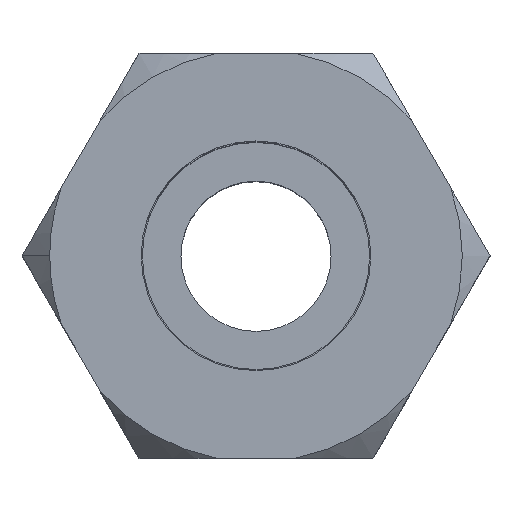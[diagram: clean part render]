
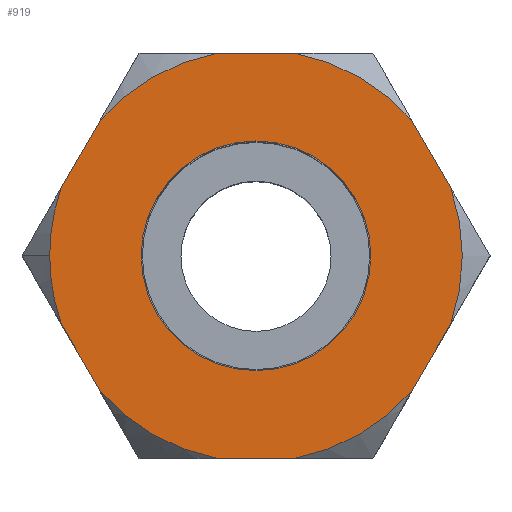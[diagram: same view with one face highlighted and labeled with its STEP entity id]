
A CAD part, top view. The second image highlights one B-rep face of the part: STEP entity #919.
In plain terms, the highlighted planar face has unit normal (0, 0, 1).
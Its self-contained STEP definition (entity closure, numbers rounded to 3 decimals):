
#741 = EDGE_CURVE ( 'NONE', #768, #742, #2368, .T. ) ;
#742 = VERTEX_POINT ( 'NONE', #2364 ) ;
#748 = EDGE_CURVE ( 'NONE', #749, #750, #2353, .T. ) ;
#749 = VERTEX_POINT ( 'NONE', #2348 ) ;
#750 = VERTEX_POINT ( 'NONE', #2347 ) ;
#768 = VERTEX_POINT ( 'NONE', #2377 ) ;
#823 = VERTEX_POINT ( 'NONE', #2543 ) ;
#830 = EDGE_CURVE ( 'NONE', #831, #832, #2528, .T. ) ;
#831 = VERTEX_POINT ( 'NONE', #2579 ) ;
#832 = VERTEX_POINT ( 'NONE', #2578 ) ;
#865 = EDGE_CURVE ( 'NONE', #866, #749, #2652, .T. ) ;
#866 = VERTEX_POINT ( 'NONE', #2639 ) ;
#883 = EDGE_CURVE ( 'NONE', #884, #885, #2704, .T. ) ;
#884 = VERTEX_POINT ( 'NONE', #2699 ) ;
#885 = VERTEX_POINT ( 'NONE', #2698 ) ;
#892 = EDGE_CURVE ( 'NONE', #893, #894, #2732, .T. ) ;
#893 = VERTEX_POINT ( 'NONE', #2728 ) ;
#894 = VERTEX_POINT ( 'NONE', #2727 ) ;
#903 = EDGE_CURVE ( 'NONE', #904, #823, #2760, .T. ) ;
#904 = VERTEX_POINT ( 'NONE', #2755 ) ;
#908 = ORIENTED_EDGE ( 'NONE', *, *, #892, .T. ) ;
#909 = ORIENTED_EDGE ( 'NONE', *, *, #910, .T. ) ;
#910 = EDGE_CURVE ( 'NONE', #894, #904, #2754, .T. ) ;
#911 = ORIENTED_EDGE ( 'NONE', *, *, #903, .T. ) ;
#912 = ORIENTED_EDGE ( 'NONE', *, *, #913, .T. ) ;
#913 = EDGE_CURVE ( 'NONE', #823, #884, #2811, .T. ) ;
#914 = ORIENTED_EDGE ( 'NONE', *, *, #883, .T. ) ;
#915 = ORIENTED_EDGE ( 'NONE', *, *, #916, .T. ) ;
#916 = EDGE_CURVE ( 'NONE', #885, #866, #2807, .T. ) ;
#917 = ORIENTED_EDGE ( 'NONE', *, *, #865, .T. ) ;
#918 = ORIENTED_EDGE ( 'NONE', *, *, #748, .T. ) ;
#919 = ADVANCED_FACE ( 'NONE', ( #2803, #2802 ), #2801, .F. ) ;
#920 = EDGE_LOOP ( 'NONE', ( #921, #923 ) ) ;
#921 = ORIENTED_EDGE ( 'NONE', *, *, #922, .F. ) ;
#922 = EDGE_CURVE ( 'NONE', #742, #768, #2795, .T. ) ;
#923 = ORIENTED_EDGE ( 'NONE', *, *, #741, .F. ) ;
#924 = EDGE_LOOP ( 'NONE', ( #925, #926, #928, #929, #908, #909, #911, #912, #914, #915, #917, #918, #976 ) ) ;
#925 = ORIENTED_EDGE ( 'NONE', *, *, #945, .T. ) ;
#926 = ORIENTED_EDGE ( 'NONE', *, *, #927, .T. ) ;
#927 = EDGE_CURVE ( 'NONE', #943, #831, #2791, .T. ) ;
#928 = ORIENTED_EDGE ( 'NONE', *, *, #830, .T. ) ;
#929 = ORIENTED_EDGE ( 'NONE', *, *, #930, .T. ) ;
#930 = EDGE_CURVE ( 'NONE', #832, #893, #2787, .T. ) ;
#939 = VERTEX_POINT ( 'NONE', #2817 ) ;
#943 = VERTEX_POINT ( 'NONE', #2871 ) ;
#945 = EDGE_CURVE ( 'NONE', #939, #943, #2861, .T. ) ;
#976 = ORIENTED_EDGE ( 'NONE', *, *, #977, .T. ) ;
#977 = EDGE_CURVE ( 'NONE', #750, #939, #2934, .T. ) ;
#2347 = CARTESIAN_POINT ( 'NONE',  ( -12.976, -4.525, 25.5 ) ) ;
#2348 = CARTESIAN_POINT ( 'NONE',  ( -13.742, 0., 25.5 ) ) ;
#2349 = DIRECTION ( 'NONE',  ( 1., 0., 0. ) ) ;
#2350 = DIRECTION ( 'NONE',  ( 0., 0., 1. ) ) ;
#2351 = CARTESIAN_POINT ( 'NONE',  ( 0., 0., 25.5 ) ) ;
#2352 = AXIS2_PLACEMENT_3D ( 'NONE', #2351, #2350, #2349 ) ;
#2353 = CIRCLE ( 'NONE', #2352, 13.742 ) ;
#2364 = CARTESIAN_POINT ( 'NONE',  ( 7.65, 0., 25.5 ) ) ;
#2365 = DIRECTION ( 'NONE',  ( 1., 0., 0. ) ) ;
#2366 = DIRECTION ( 'NONE',  ( 0., 0., 1. ) ) ;
#2367 = AXIS2_PLACEMENT_3D ( 'NONE', #2372, #2366, #2365 ) ;
#2368 = CIRCLE ( 'NONE', #2367, 7.65 ) ;
#2372 = CARTESIAN_POINT ( 'NONE',  ( 0., 0., 25.5 ) ) ;
#2377 = CARTESIAN_POINT ( 'NONE',  ( -7.65, 0., 25.5 ) ) ;
#2523 = DIRECTION ( 'NONE',  ( 0., 0., 1. ) ) ;
#2524 = CARTESIAN_POINT ( 'NONE',  ( 0., 0., 25.5 ) ) ;
#2525 = AXIS2_PLACEMENT_3D ( 'NONE', #2524, #2523, #2580 ) ;
#2528 = CIRCLE ( 'NONE', #2525, 13.742 ) ;
#2543 = CARTESIAN_POINT ( 'NONE',  ( 2.569, 13.5, 25.5 ) ) ;
#2578 = CARTESIAN_POINT ( 'NONE',  ( 10.407, -8.975, 25.5 ) ) ;
#2579 = CARTESIAN_POINT ( 'NONE',  ( 2.569, -13.5, 25.5 ) ) ;
#2580 = DIRECTION ( 'NONE',  ( 1., 0., 0. ) ) ;
#2639 = CARTESIAN_POINT ( 'NONE',  ( -12.976, 4.525, 25.5 ) ) ;
#2640 = DIRECTION ( 'NONE',  ( 1., 0., 0. ) ) ;
#2641 = DIRECTION ( 'NONE',  ( 0., 0., 1. ) ) ;
#2642 = CARTESIAN_POINT ( 'NONE',  ( 0., 0., 25.5 ) ) ;
#2643 = AXIS2_PLACEMENT_3D ( 'NONE', #2642, #2641, #2640 ) ;
#2652 = CIRCLE ( 'NONE', #2643, 13.742 ) ;
#2698 = CARTESIAN_POINT ( 'NONE',  ( -10.407, 8.975, 25.5 ) ) ;
#2699 = CARTESIAN_POINT ( 'NONE',  ( -2.569, 13.5, 25.5 ) ) ;
#2700 = DIRECTION ( 'NONE',  ( 1., 0., 0. ) ) ;
#2701 = DIRECTION ( 'NONE',  ( 0., 0., 1. ) ) ;
#2702 = CARTESIAN_POINT ( 'NONE',  ( 0., 0., 25.5 ) ) ;
#2703 = AXIS2_PLACEMENT_3D ( 'NONE', #2702, #2701, #2700 ) ;
#2704 = CIRCLE ( 'NONE', #2703, 13.742 ) ;
#2727 = CARTESIAN_POINT ( 'NONE',  ( 12.976, 4.525, 25.5 ) ) ;
#2728 = CARTESIAN_POINT ( 'NONE',  ( 12.976, -4.525, 25.5 ) ) ;
#2729 = DIRECTION ( 'NONE',  ( 1., 0., 0. ) ) ;
#2730 = DIRECTION ( 'NONE',  ( 0., 0., 1. ) ) ;
#2731 = AXIS2_PLACEMENT_3D ( 'NONE', #2741, #2730, #2729 ) ;
#2732 = CIRCLE ( 'NONE', #2731, 13.742 ) ;
#2741 = CARTESIAN_POINT ( 'NONE',  ( 0., 0., 25.5 ) ) ;
#2751 = DIRECTION ( 'NONE',  ( -0.5, 0.866, 0. ) ) ;
#2752 = VECTOR ( 'NONE', #2751, 1000. ) ;
#2753 = CARTESIAN_POINT ( 'NONE',  ( 15.588, 0., 25.5 ) ) ;
#2754 = LINE ( 'NONE', #2753, #2752 ) ;
#2755 = CARTESIAN_POINT ( 'NONE',  ( 10.407, 8.975, 25.5 ) ) ;
#2756 = DIRECTION ( 'NONE',  ( 1., 0., 0. ) ) ;
#2757 = DIRECTION ( 'NONE',  ( 0., 0., 1. ) ) ;
#2758 = CARTESIAN_POINT ( 'NONE',  ( 0., 0., 25.5 ) ) ;
#2759 = AXIS2_PLACEMENT_3D ( 'NONE', #2758, #2757, #2756 ) ;
#2760 = CIRCLE ( 'NONE', #2759, 13.742 ) ;
#2784 = DIRECTION ( 'NONE',  ( 0.5, 0.866, 0. ) ) ;
#2785 = VECTOR ( 'NONE', #2784, 1000. ) ;
#2786 = CARTESIAN_POINT ( 'NONE',  ( 7.794, -13.5, 25.5 ) ) ;
#2787 = LINE ( 'NONE', #2786, #2785 ) ;
#2788 = DIRECTION ( 'NONE',  ( 1., 0., 0. ) ) ;
#2789 = VECTOR ( 'NONE', #2788, 1000. ) ;
#2790 = CARTESIAN_POINT ( 'NONE',  ( -7.794, -13.5, 25.5 ) ) ;
#2791 = LINE ( 'NONE', #2790, #2789 ) ;
#2792 = DIRECTION ( 'NONE',  ( 1., 0., 0. ) ) ;
#2793 = DIRECTION ( 'NONE',  ( 0., 0., 1. ) ) ;
#2794 = AXIS2_PLACEMENT_3D ( 'NONE', #2799, #2793, #2792 ) ;
#2795 = CIRCLE ( 'NONE', #2794, 7.65 ) ;
#2796 = DIRECTION ( 'NONE',  ( -1., 0., 0. ) ) ;
#2797 = DIRECTION ( 'NONE',  ( 0., 0., -1. ) ) ;
#2798 = AXIS2_PLACEMENT_3D ( 'NONE', #2800, #2797, #2796 ) ;
#2799 = CARTESIAN_POINT ( 'NONE',  ( 0., 0., 25.5 ) ) ;
#2800 = CARTESIAN_POINT ( 'NONE',  ( 0., 13.742, 25.5 ) ) ;
#2801 = PLANE ( 'NONE',  #2798 ) ;
#2802 = FACE_OUTER_BOUND ( 'NONE', #924, .T. ) ;
#2803 = FACE_BOUND ( 'NONE', #920, .T. ) ;
#2804 = DIRECTION ( 'NONE',  ( -0.5, -0.866, 0. ) ) ;
#2805 = VECTOR ( 'NONE', #2804, 1000. ) ;
#2806 = CARTESIAN_POINT ( 'NONE',  ( -7.794, 13.5, 25.5 ) ) ;
#2807 = LINE ( 'NONE', #2806, #2805 ) ;
#2808 = DIRECTION ( 'NONE',  ( -1., 0., 0. ) ) ;
#2809 = VECTOR ( 'NONE', #2808, 1000. ) ;
#2810 = CARTESIAN_POINT ( 'NONE',  ( 7.794, 13.5, 25.5 ) ) ;
#2811 = LINE ( 'NONE', #2810, #2809 ) ;
#2817 = CARTESIAN_POINT ( 'NONE',  ( -10.407, -8.975, 25.5 ) ) ;
#2857 = DIRECTION ( 'NONE',  ( 1., 0., 0. ) ) ;
#2858 = DIRECTION ( 'NONE',  ( 0., 0., 1. ) ) ;
#2859 = CARTESIAN_POINT ( 'NONE',  ( 0., 0., 25.5 ) ) ;
#2860 = AXIS2_PLACEMENT_3D ( 'NONE', #2859, #2858, #2857 ) ;
#2861 = CIRCLE ( 'NONE', #2860, 13.742 ) ;
#2871 = CARTESIAN_POINT ( 'NONE',  ( -2.569, -13.5, 25.5 ) ) ;
#2928 = DIRECTION ( 'NONE',  ( 0.5, -0.866, 0. ) ) ;
#2929 = VECTOR ( 'NONE', #2928, 1000. ) ;
#2930 = CARTESIAN_POINT ( 'NONE',  ( -15.588, 0., 25.5 ) ) ;
#2934 = LINE ( 'NONE', #2930, #2929 ) ;
